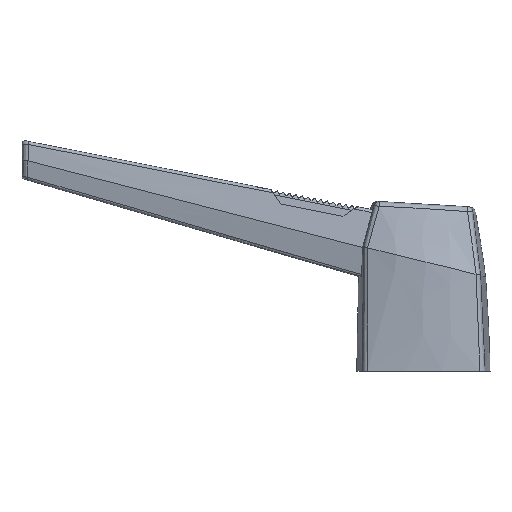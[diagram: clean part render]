
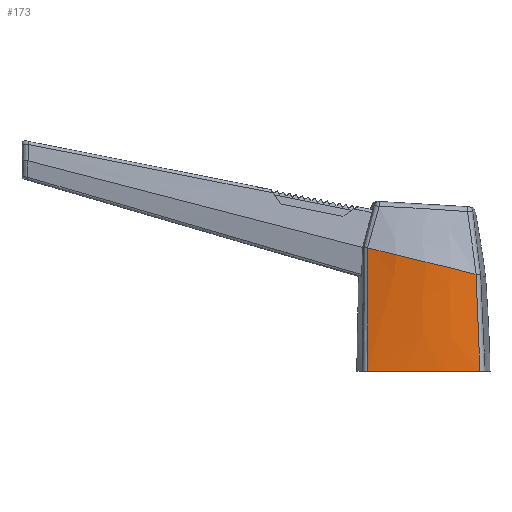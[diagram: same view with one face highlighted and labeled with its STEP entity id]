
A CAD part, front view. The second image highlights one B-rep face of the part: STEP entity #173.
In plain terms, the highlighted free-form (B-spline) face has degree [3, 3] with [6, 4] control points.
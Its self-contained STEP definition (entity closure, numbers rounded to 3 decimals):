
#173 = ADVANCED_FACE( '', ( #429 ), #430, .T. );
#429 = FACE_OUTER_BOUND( '', #1368, .T. );
#430 = B_SPLINE_SURFACE_WITH_KNOTS( '', 3, 3, ( ( #1369, #1370, #1371, #1372 ), ( #1373, #1374, #1375, #1376 ), ( #1377, #1378, #1379, #1380 ), ( #1381, #1382, #1383, #1384 ), ( #1385, #1386, #1387, #1388 ), ( #1389, #1390, #1391, #1392 ) ), .UNSPECIFIED., .F., .F., .F., ( 4, 2, 4 ), ( 4, 4 ), ( 0., 0.5, 1. ), ( 0., 1. ), .UNSPECIFIED. );
#1368 = EDGE_LOOP( '', ( #3348, #3349, #3350, #3351 ) );
#1369 = CARTESIAN_POINT( '', ( -9.476, -9.25, 0. ) );
#1370 = CARTESIAN_POINT( '', ( -9.428, -8.983, 6.495 ) );
#1371 = CARTESIAN_POINT( '', ( -9.38, -8.717, 12.99 ) );
#1372 = CARTESIAN_POINT( '', ( -9.333, -8.45, 19.486 ) );
#1373 = CARTESIAN_POINT( '', ( -6.364, -9.914, 0. ) );
#1374 = CARTESIAN_POINT( '', ( -6.392, -9.793, 6.26 ) );
#1375 = CARTESIAN_POINT( '', ( -6.42, -9.671, 12.52 ) );
#1376 = CARTESIAN_POINT( '', ( -6.449, -9.55, 18.779 ) );
#1377 = CARTESIAN_POINT( '', ( -3.182, -10.25, 0. ) );
#1378 = CARTESIAN_POINT( '', ( -3.252, -10.222, 6.01 ) );
#1379 = CARTESIAN_POINT( '', ( -3.322, -10.194, 12.02 ) );
#1380 = CARTESIAN_POINT( '', ( -3.392, -10.167, 18.031 ) );
#1381 = CARTESIAN_POINT( '', ( 3.182, -10.25, 0. ) );
#1382 = CARTESIAN_POINT( '', ( 3.04, -10.291, 5.508 ) );
#1383 = CARTESIAN_POINT( '', ( 2.897, -10.332, 11.017 ) );
#1384 = CARTESIAN_POINT( '', ( 2.755, -10.374, 16.525 ) );
#1385 = CARTESIAN_POINT( '', ( 6.364, -9.914, 0. ) );
#1386 = CARTESIAN_POINT( '', ( 6.19, -9.931, 5.256 ) );
#1387 = CARTESIAN_POINT( '', ( 6.017, -9.947, 10.513 ) );
#1388 = CARTESIAN_POINT( '', ( 5.844, -9.963, 15.769 ) );
#1389 = CARTESIAN_POINT( '', ( 9.476, -9.25, 0. ) );
#1390 = CARTESIAN_POINT( '', ( 9.248, -9.187, 5.016 ) );
#1391 = CARTESIAN_POINT( '', ( 9.02, -9.123, 10.031 ) );
#1392 = CARTESIAN_POINT( '', ( 8.792, -9.06, 15.047 ) );
#3348 = ORIENTED_EDGE( '', *, *, #4170, .F. );
#3349 = ORIENTED_EDGE( '', *, *, #4157, .T. );
#3350 = ORIENTED_EDGE( '', *, *, #4171, .T. );
#3351 = ORIENTED_EDGE( '', *, *, #4172, .T. );
#4157 = EDGE_CURVE( '', #4636, #4633, #4637, .T. );
#4170 = EDGE_CURVE( '', #4636, #4656, #4657, .T. );
#4171 = EDGE_CURVE( '', #4633, #4658, #4659, .T. );
#4172 = EDGE_CURVE( '', #4658, #4656, #4660, .T. );
#4633 = VERTEX_POINT( '', #5817 );
#4636 = VERTEX_POINT( '', #5849 );
#4637 = B_SPLINE_CURVE_WITH_KNOTS( '', 3, ( #5850, #5851, #5852, #5853, #5854, #5855 ), .UNSPECIFIED., .F., .F., ( 4, 2, 4 ), ( 0., 0.01, 0.019 ), .UNSPECIFIED. );
#4656 = VERTEX_POINT( '', #5965 );
#4657 = B_SPLINE_CURVE_WITH_KNOTS( '', 3, ( #5966, #5967, #5968, #5969, #5970, #5971, #5972, #5973, #5974, #5975 ), .UNSPECIFIED., .F., .F., ( 4, 2, 2, 2, 4 ), ( 0.032, 0.25, 0.5, 0.75, 0.967 ), .UNSPECIFIED. );
#4658 = VERTEX_POINT( '', #5976 );
#4659 = B_SPLINE_CURVE_WITH_KNOTS( '', 3, ( #5977, #5978, #5979, #5980, #5981, #5982 ), .UNSPECIFIED., .F., .F., ( 4, 2, 4 ), ( 0.034, 0.5, 0.965 ), .UNSPECIFIED. );
#4660 = B_SPLINE_CURVE_WITH_KNOTS( '', 3, ( #5983, #5984, #5985, #5986 ), .UNSPECIFIED., .F., .F., ( 4, 4 ), ( 0., 0.015 ), .UNSPECIFIED. );
#5817 = CARTESIAN_POINT( '', ( -8.83, -9.383, 0. ) );
#5849 = CARTESIAN_POINT( '', ( -8.781, -8.654, 19.35 ) );
#5850 = CARTESIAN_POINT( '', ( -8.781, -8.654, 19.35 ) );
#5851 = CARTESIAN_POINT( '', ( -8.788, -8.777, 16.125 ) );
#5852 = CARTESIAN_POINT( '', ( -8.797, -8.899, 12.9 ) );
#5853 = CARTESIAN_POINT( '', ( -8.813, -9.142, 6.45 ) );
#5854 = CARTESIAN_POINT( '', ( -8.822, -9.263, 3.225 ) );
#5855 = CARTESIAN_POINT( '', ( -8.83, -9.383, 0. ) );
#5965 = CARTESIAN_POINT( '', ( 8.209, -9.232, 15.19 ) );
#5966 = CARTESIAN_POINT( '', ( -8.781, -8.654, 19.35 ) );
#5967 = CARTESIAN_POINT( '', ( -7.512, -9.108, 19.04 ) );
#5968 = CARTESIAN_POINT( '', ( -6.217, -9.468, 18.723 ) );
#5969 = CARTESIAN_POINT( '', ( -3.385, -10.04, 18.029 ) );
#5970 = CARTESIAN_POINT( '', ( -1.859, -10.218, 17.655 ) );
#5971 = CARTESIAN_POINT( '', ( 1.222, -10.322, 16.901 ) );
#5972 = CARTESIAN_POINT( '', ( 2.756, -10.246, 16.525 ) );
#5973 = CARTESIAN_POINT( '', ( 5.612, -9.867, 15.826 ) );
#5974 = CARTESIAN_POINT( '', ( 6.92, -9.597, 15.505 ) );
#5975 = CARTESIAN_POINT( '', ( 8.209, -9.232, 15.19 ) );
#5976 = CARTESIAN_POINT( '', ( 8.83, -9.383, 0. ) );
#5977 = CARTESIAN_POINT( '', ( -8.83, -9.383, 0. ) );
#5978 = CARTESIAN_POINT( '', ( -5.925, -9.959, 0. ) );
#5979 = CARTESIAN_POINT( '', ( -2.962, -10.25, 0. ) );
#5980 = CARTESIAN_POINT( '', ( 2.962, -10.25, 0. ) );
#5981 = CARTESIAN_POINT( '', ( 5.924, -9.959, 0. ) );
#5982 = CARTESIAN_POINT( '', ( 8.83, -9.383, 0. ) );
#5983 = CARTESIAN_POINT( '', ( 8.83, -9.383, 0. ) );
#5984 = CARTESIAN_POINT( '', ( 8.622, -9.334, 5.063 ) );
#5985 = CARTESIAN_POINT( '', ( 8.415, -9.283, 10.126 ) );
#5986 = CARTESIAN_POINT( '', ( 8.209, -9.232, 15.19 ) );
